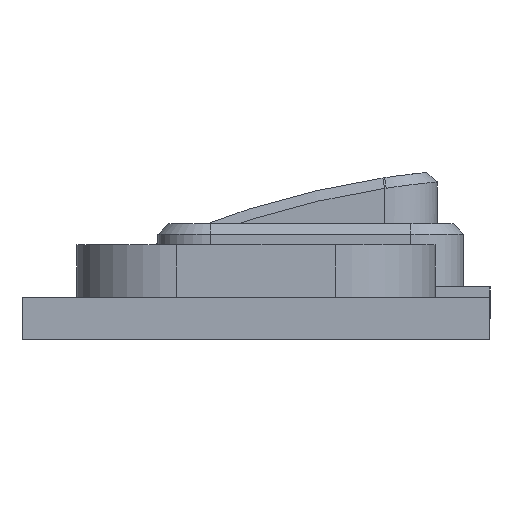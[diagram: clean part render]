
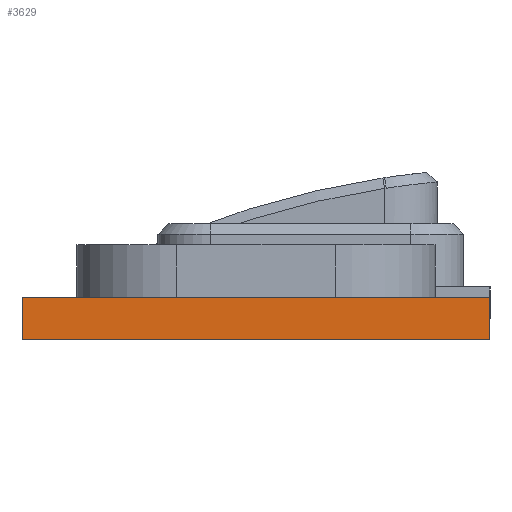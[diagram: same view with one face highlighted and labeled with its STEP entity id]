
A CAD part, left-side view. The second image highlights one B-rep face of the part: STEP entity #3629.
In plain terms, the highlighted planar face has unit normal (-1, 0, 0).
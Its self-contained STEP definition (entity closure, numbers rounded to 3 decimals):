
#145=PLANE('',#3865);
#259=FACE_OUTER_BOUND('',#473,.T.);
#473=EDGE_LOOP('',(#2503,#2504,#2505,#2506));
#707=LINE('',#5171,#1084);
#708=LINE('',#5174,#1085);
#709=LINE('',#5176,#1086);
#710=LINE('',#5177,#1087);
#1084=VECTOR('',#4203,10.);
#1085=VECTOR('',#4206,10.);
#1086=VECTOR('',#4207,10.);
#1087=VECTOR('',#4208,10.);
#1571=VERTEX_POINT('',#5167);
#1572=VERTEX_POINT('',#5169);
#1573=VERTEX_POINT('',#5173);
#1574=VERTEX_POINT('',#5175);
#1932=EDGE_CURVE('',#1571,#1572,#707,.T.);
#1933=EDGE_CURVE('',#1573,#1571,#708,.T.);
#1934=EDGE_CURVE('',#1574,#1572,#709,.T.);
#1935=EDGE_CURVE('',#1573,#1574,#710,.T.);
#2503=ORIENTED_EDGE('',*,*,#1933,.T.);
#2504=ORIENTED_EDGE('',*,*,#1932,.T.);
#2505=ORIENTED_EDGE('',*,*,#1934,.F.);
#2506=ORIENTED_EDGE('',*,*,#1935,.F.);
#3629=ADVANCED_FACE('',(#259),#145,.T.);
#3865=AXIS2_PLACEMENT_3D('',#5172,#4204,#4205);
#4203=DIRECTION('',(0.,0.,1.));
#4204=DIRECTION('center_axis',(-1.,0.,0.));
#4205=DIRECTION('ref_axis',(0.,-1.,0.));
#4206=DIRECTION('',(0.,-1.,0.));
#4207=DIRECTION('',(0.,-1.,0.));
#4208=DIRECTION('',(0.,0.,1.));
#5167=CARTESIAN_POINT('',(-12.8,0.,0.));
#5169=CARTESIAN_POINT('',(-12.8,0.,0.8));
#5171=CARTESIAN_POINT('',(-12.8,0.,0.));
#5172=CARTESIAN_POINT('Origin',(-12.8,8.88,0.));
#5173=CARTESIAN_POINT('',(-12.8,8.88,0.));
#5174=CARTESIAN_POINT('',(-12.8,8.88,0.));
#5175=CARTESIAN_POINT('',(-12.8,8.88,0.8));
#5176=CARTESIAN_POINT('',(-12.8,8.88,0.8));
#5177=CARTESIAN_POINT('',(-12.8,8.88,0.));
